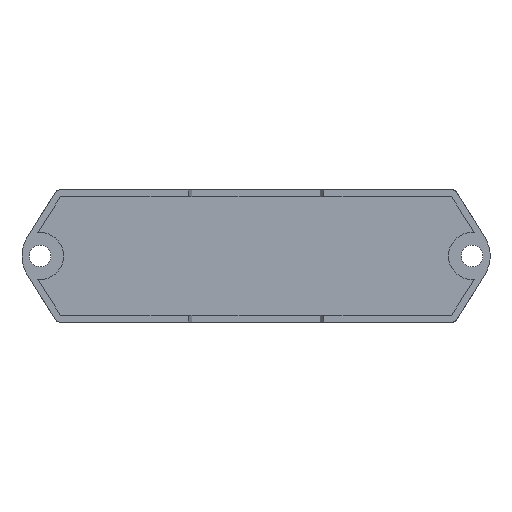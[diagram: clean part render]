
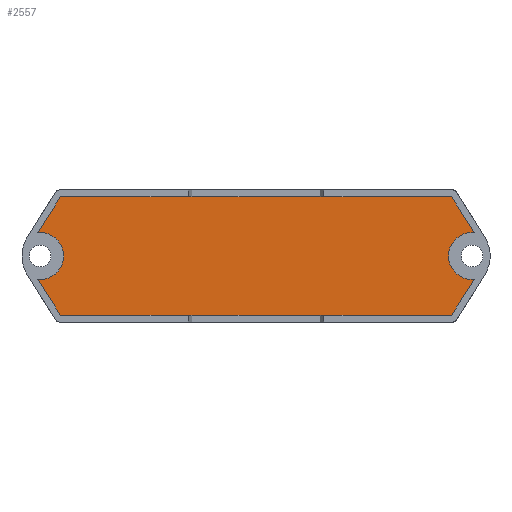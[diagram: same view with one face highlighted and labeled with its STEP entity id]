
A CAD part, front view. The second image highlights one B-rep face of the part: STEP entity #2557.
In plain terms, the highlighted planar face has unit normal (0, -1, 0).
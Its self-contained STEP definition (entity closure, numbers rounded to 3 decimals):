
#145 = EDGE_CURVE ( 'NONE', #5468, #4024, #5033, .T. ) ;
#189 = CARTESIAN_POINT ( 'NONE',  ( 59.7, -58.7, 0. ) ) ;
#207 = DIRECTION ( 'NONE',  ( 1., 0., 0. ) ) ;
#236 = CARTESIAN_POINT ( 'NONE',  ( -54.071, -58.7, -16.35 ) ) ;
#243 = FACE_OUTER_BOUND ( 'NONE', #2597, .T. ) ;
#346 = CARTESIAN_POINT ( 'NONE',  ( -60.311, -58.7, 6.471 ) ) ;
#424 = EDGE_CURVE ( 'NONE', #4979, #3208, #3475, .T. ) ;
#426 = CARTESIAN_POINT ( 'NONE',  ( -54.071, -58.7, 16.35 ) ) ;
#626 = EDGE_CURVE ( 'NONE', #2110, #1392, #5620, .T. ) ;
#689 = ORIENTED_EDGE ( 'NONE', *, *, #3135, .T. ) ;
#815 = DIRECTION ( 'NONE',  ( -0.534, 0., -0.845 ) ) ;
#936 = EDGE_CURVE ( 'NONE', #4024, #4979, #1608, .T. ) ;
#1011 = ORIENTED_EDGE ( 'NONE', *, *, #145, .T. ) ;
#1040 = VECTOR ( 'NONE', #5113, 1000. ) ;
#1074 = VERTEX_POINT ( 'NONE', #3797 ) ;
#1314 = VECTOR ( 'NONE', #2874, 1000. ) ;
#1342 = ORIENTED_EDGE ( 'NONE', *, *, #5212, .T. ) ;
#1392 = VERTEX_POINT ( 'NONE', #4938 ) ;
#1398 = ORIENTED_EDGE ( 'NONE', *, *, #2222, .T. ) ;
#1439 = CARTESIAN_POINT ( 'NONE',  ( 59.7, -58.7, 0. ) ) ;
#1466 = DIRECTION ( 'NONE',  ( 0., 1., 0. ) ) ;
#1491 = PLANE ( 'NONE',  #4286 ) ;
#1504 = CARTESIAN_POINT ( 'NONE',  ( -59.7, -58.7, 0. ) ) ;
#1540 = DIRECTION ( 'NONE',  ( 0., 0., 1. ) ) ;
#1608 = CIRCLE ( 'NONE', #1706, 6.5 ) ;
#1706 = AXIS2_PLACEMENT_3D ( 'NONE', #1882, #3222, #3699 ) ;
#1793 = LINE ( 'NONE', #1961, #1314 ) ;
#1815 = VECTOR ( 'NONE', #815, 1000. ) ;
#1822 = ORIENTED_EDGE ( 'NONE', *, *, #5369, .T. ) ;
#1824 = CARTESIAN_POINT ( 'NONE',  ( 60.311, -58.7, -6.471 ) ) ;
#1825 = ORIENTED_EDGE ( 'NONE', *, *, #2240, .T. ) ;
#1882 = CARTESIAN_POINT ( 'NONE',  ( 59.7, -58.7, 0. ) ) ;
#1942 = CARTESIAN_POINT ( 'NONE',  ( -54.071, -58.7, -16.35 ) ) ;
#1961 = CARTESIAN_POINT ( 'NONE',  ( 54.071, -58.7, 16.35 ) ) ;
#2001 = AXIS2_PLACEMENT_3D ( 'NONE', #1439, #2740, #4087 ) ;
#2109 = DIRECTION ( 'NONE',  ( 0., 0., -1. ) ) ;
#2110 = VERTEX_POINT ( 'NONE', #5553 ) ;
#2113 = AXIS2_PLACEMENT_3D ( 'NONE', #1504, #1466, #2305 ) ;
#2122 = AXIS2_PLACEMENT_3D ( 'NONE', #3851, #3493, #2588 ) ;
#2199 = LINE ( 'NONE', #3772, #1040 ) ;
#2204 = ORIENTED_EDGE ( 'NONE', *, *, #4603, .T. ) ;
#2222 = EDGE_CURVE ( 'NONE', #1392, #1074, #2290, .T. ) ;
#2240 = EDGE_CURVE ( 'NONE', #3867, #4256, #4415, .T. ) ;
#2290 = CIRCLE ( 'NONE', #2122, 6.5 ) ;
#2305 = DIRECTION ( 'NONE',  ( 0., 0., -1. ) ) ;
#2354 = CIRCLE ( 'NONE', #3260, 6.5 ) ;
#2379 = ORIENTED_EDGE ( 'NONE', *, *, #3642, .T. ) ;
#2433 = CARTESIAN_POINT ( 'NONE',  ( 54.071, -58.7, -16.35 ) ) ;
#2509 = CARTESIAN_POINT ( 'NONE',  ( -54.071, -58.7, -16.35 ) ) ;
#2557 = ADVANCED_FACE ( 'NONE', ( #243 ), #1491, .F. ) ;
#2588 = DIRECTION ( 'NONE',  ( 0., 0., -1. ) ) ;
#2597 = EDGE_LOOP ( 'NONE', ( #689, #1822, #1011, #5207, #3161, #2204, #3959, #1825, #2379, #4345, #1398, #1342 ) ) ;
#2728 = VERTEX_POINT ( 'NONE', #2509 ) ;
#2740 = DIRECTION ( 'NONE',  ( 0., 1., 0. ) ) ;
#2827 = DIRECTION ( 'NONE',  ( 0., 0., 1. ) ) ;
#2846 = DIRECTION ( 'NONE',  ( 0., 1., 0. ) ) ;
#2874 = DIRECTION ( 'NONE',  ( -0.534, 0., 0.845 ) ) ;
#2932 = DIRECTION ( 'NONE',  ( 0., 1., 0. ) ) ;
#3135 = EDGE_CURVE ( 'NONE', #2728, #3612, #4475, .T. ) ;
#3145 = AXIS2_PLACEMENT_3D ( 'NONE', #189, #2932, #1540 ) ;
#3161 = ORIENTED_EDGE ( 'NONE', *, *, #424, .T. ) ;
#3170 = CARTESIAN_POINT ( 'NONE',  ( 59.7, -58.7, 0. ) ) ;
#3208 = VERTEX_POINT ( 'NONE', #5009 ) ;
#3222 = DIRECTION ( 'NONE',  ( 0., 1., 0. ) ) ;
#3260 = AXIS2_PLACEMENT_3D ( 'NONE', #3793, #4306, #2109 ) ;
#3475 = CIRCLE ( 'NONE', #2001, 6.5 ) ;
#3493 = DIRECTION ( 'NONE',  ( 0., 1., 0. ) ) ;
#3524 = CARTESIAN_POINT ( 'NONE',  ( -54.071, -58.7, 16.35 ) ) ;
#3526 = VECTOR ( 'NONE', #5021, 1000. ) ;
#3580 = EDGE_CURVE ( 'NONE', #5131, #3867, #5413, .T. ) ;
#3612 = VERTEX_POINT ( 'NONE', #2433 ) ;
#3642 = EDGE_CURVE ( 'NONE', #4256, #2110, #2354, .T. ) ;
#3699 = DIRECTION ( 'NONE',  ( 0., 0., 1. ) ) ;
#3772 = CARTESIAN_POINT ( 'NONE',  ( 54.071, -58.7, -16.35 ) ) ;
#3793 = CARTESIAN_POINT ( 'NONE',  ( -59.7, -58.7, 0. ) ) ;
#3797 = CARTESIAN_POINT ( 'NONE',  ( -60.311, -58.7, -6.471 ) ) ;
#3851 = CARTESIAN_POINT ( 'NONE',  ( -59.7, -58.7, 0. ) ) ;
#3867 = VERTEX_POINT ( 'NONE', #3524 ) ;
#3959 = ORIENTED_EDGE ( 'NONE', *, *, #3580, .T. ) ;
#4024 = VERTEX_POINT ( 'NONE', #4072 ) ;
#4072 = CARTESIAN_POINT ( 'NONE',  ( 59.7, -58.7, -6.5 ) ) ;
#4087 = DIRECTION ( 'NONE',  ( 0., 0., 1. ) ) ;
#4172 = CARTESIAN_POINT ( 'NONE',  ( -54.071, -58.7, 16.35 ) ) ;
#4256 = VERTEX_POINT ( 'NONE', #346 ) ;
#4286 = AXIS2_PLACEMENT_3D ( 'NONE', #3170, #2846, #2827 ) ;
#4306 = DIRECTION ( 'NONE',  ( 0., 1., 0. ) ) ;
#4345 = ORIENTED_EDGE ( 'NONE', *, *, #626, .T. ) ;
#4415 = LINE ( 'NONE', #426, #1815 ) ;
#4475 = LINE ( 'NONE', #1942, #4547 ) ;
#4547 = VECTOR ( 'NONE', #207, 1000. ) ;
#4603 = EDGE_CURVE ( 'NONE', #3208, #5131, #1793, .T. ) ;
#4790 = CARTESIAN_POINT ( 'NONE',  ( 59.7, -58.7, 6.5 ) ) ;
#4938 = CARTESIAN_POINT ( 'NONE',  ( -59.7, -58.7, -6.5 ) ) ;
#4979 = VERTEX_POINT ( 'NONE', #4790 ) ;
#4980 = DIRECTION ( 'NONE',  ( 0.534, 0., -0.845 ) ) ;
#5009 = CARTESIAN_POINT ( 'NONE',  ( 60.311, -58.7, 6.471 ) ) ;
#5021 = DIRECTION ( 'NONE',  ( -1., 0., 0. ) ) ;
#5033 = CIRCLE ( 'NONE', #3145, 6.5 ) ;
#5061 = VECTOR ( 'NONE', #4980, 1000. ) ;
#5113 = DIRECTION ( 'NONE',  ( 0.534, 0., 0.845 ) ) ;
#5131 = VERTEX_POINT ( 'NONE', #5332 ) ;
#5207 = ORIENTED_EDGE ( 'NONE', *, *, #936, .T. ) ;
#5212 = EDGE_CURVE ( 'NONE', #1074, #2728, #5535, .T. ) ;
#5332 = CARTESIAN_POINT ( 'NONE',  ( 54.071, -58.7, 16.35 ) ) ;
#5369 = EDGE_CURVE ( 'NONE', #3612, #5468, #2199, .T. ) ;
#5413 = LINE ( 'NONE', #4172, #3526 ) ;
#5468 = VERTEX_POINT ( 'NONE', #1824 ) ;
#5535 = LINE ( 'NONE', #236, #5061 ) ;
#5553 = CARTESIAN_POINT ( 'NONE',  ( -59.7, -58.7, 6.5 ) ) ;
#5620 = CIRCLE ( 'NONE', #2113, 6.5 ) ;
